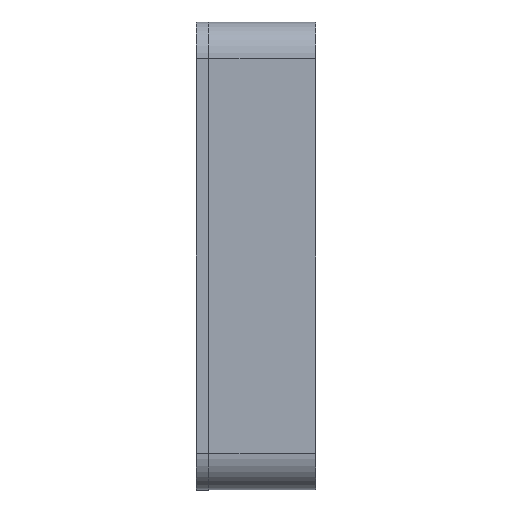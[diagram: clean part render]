
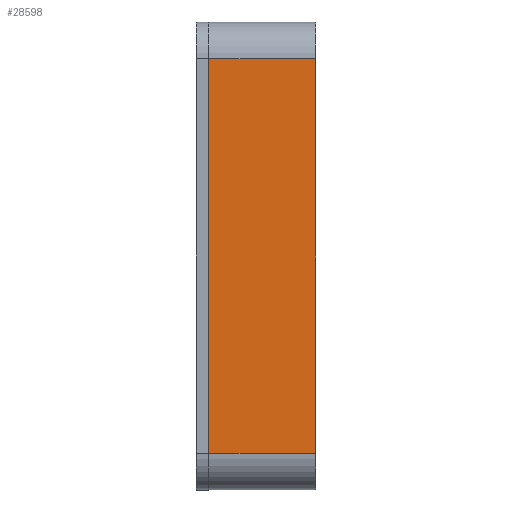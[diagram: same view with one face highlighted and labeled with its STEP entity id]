
A CAD part, left-side view. The second image highlights one B-rep face of the part: STEP entity #28598.
In plain terms, the highlighted planar face has unit normal (-1, 0, 0).
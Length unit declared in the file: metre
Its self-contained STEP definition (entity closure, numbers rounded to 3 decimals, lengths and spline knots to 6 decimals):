
#806=LINE('',#41576,#3569);
#873=LINE('',#41937,#3636);
#874=LINE('',#41939,#3637);
#875=LINE('',#41941,#3638);
#3569=VECTOR('',#33441,1.);
#3636=VECTOR('',#33562,1.);
#3637=VECTOR('',#33563,1.);
#3638=VECTOR('',#33564,1.);
#7430=ORIENTED_EDGE('',*,*,#15584,.T.);
#7431=ORIENTED_EDGE('',*,*,#15716,.T.);
#7432=ORIENTED_EDGE('',*,*,#15717,.F.);
#7433=ORIENTED_EDGE('',*,*,#15718,.T.);
#15584=EDGE_CURVE('',#19782,#19781,#806,.T.);
#15716=EDGE_CURVE('',#19781,#19911,#873,.F.);
#15717=EDGE_CURVE('',#19912,#19911,#874,.T.);
#15718=EDGE_CURVE('',#19912,#19782,#875,.T.);
#19781=VERTEX_POINT('',#41575);
#19782=VERTEX_POINT('',#41577);
#19911=VERTEX_POINT('',#41938);
#19912=VERTEX_POINT('',#41940);
#23736=EDGE_LOOP('',(#7430,#7431,#7432,#7433));
#25777=FACE_BOUND('',#23736,.T.);
#27705=PLANE('',#30494);
#28598=ADVANCED_FACE('',(#25777),#27705,.F.);
#30494=AXIS2_PLACEMENT_3D('',#41936,#33560,#33561);
#33441=DIRECTION('',(0.,0.,1.));
#33560=DIRECTION('',(1.,0.,0.));
#33561=DIRECTION('',(0.,-1.,0.));
#33562=DIRECTION('',(0.,-1.,0.));
#33563=DIRECTION('',(0.,0.,1.));
#33564=DIRECTION('',(0.,-1.,0.));
#41575=CARTESIAN_POINT('',(-0.035722,0.,0.025095));
#41576=CARTESIAN_POINT('',(-0.035722,0.,0.001095));
#41577=CARTESIAN_POINT('',(-0.035722,0.,-0.022905));
#41936=CARTESIAN_POINT('',(-0.035722,0.013,0.001095));
#41937=CARTESIAN_POINT('',(-0.035722,0.013,0.025095));
#41938=CARTESIAN_POINT('',(-0.035722,0.013,0.025095));
#41939=CARTESIAN_POINT('',(-0.035722,0.013,0.001095));
#41940=CARTESIAN_POINT('',(-0.035722,0.013,-0.022905));
#41941=CARTESIAN_POINT('',(-0.035722,0.,-0.022905));
